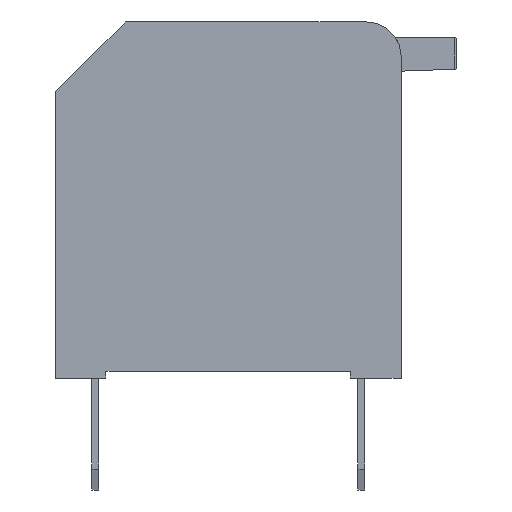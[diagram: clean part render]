
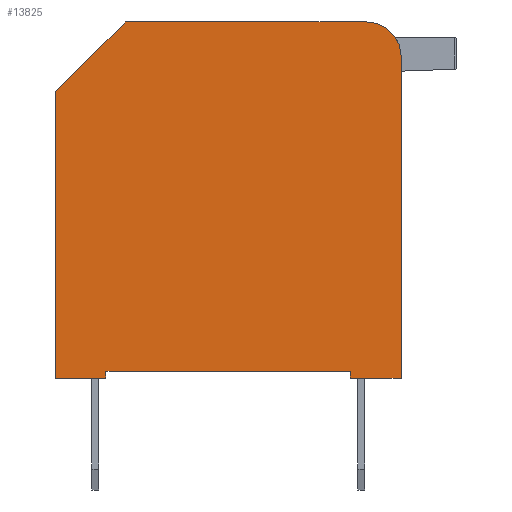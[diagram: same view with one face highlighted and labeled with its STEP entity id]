
A CAD part, left-side view. The second image highlights one B-rep face of the part: STEP entity #13825.
In plain terms, the highlighted planar face has unit normal (-1, 0, 0).
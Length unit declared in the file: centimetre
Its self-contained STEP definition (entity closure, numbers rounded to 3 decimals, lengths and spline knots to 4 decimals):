
#543=CIRCLE('',#14576,0.1);
#1394=FACE_OUTER_BOUND('',#2186,.T.);
#2186=EDGE_LOOP('',(#12207,#12208,#12209,#12210,#12211,#12212,#12213,#12214,
#12215,#12216));
#3692=LINE('',#23677,#5254);
#3716=LINE('',#23732,#5278);
#3718=LINE('',#23737,#5280);
#3722=LINE('',#23742,#5284);
#3723=LINE('',#23744,#5285);
#3724=LINE('',#23748,#5286);
#3725=LINE('',#23750,#5287);
#3726=LINE('',#23752,#5288);
#3727=LINE('',#23753,#5289);
#5254=VECTOR('',#17419,1.);
#5278=VECTOR('',#17469,1.);
#5280=VECTOR('',#17473,1.);
#5284=VECTOR('',#17479,1.);
#5285=VECTOR('',#17482,1.);
#5286=VECTOR('',#17485,1.);
#5287=VECTOR('',#17486,1.);
#5288=VECTOR('',#17487,1.);
#5289=VECTOR('',#17488,1.);
#6617=VERTEX_POINT('',#23674);
#6618=VERTEX_POINT('',#23676);
#6635=VERTEX_POINT('',#23728);
#6636=VERTEX_POINT('',#23730);
#6637=VERTEX_POINT('',#23734);
#6638=VERTEX_POINT('',#23736);
#6639=VERTEX_POINT('',#23745);
#6640=VERTEX_POINT('',#23747);
#6641=VERTEX_POINT('',#23749);
#6642=VERTEX_POINT('',#23751);
#8526=EDGE_CURVE('',#6617,#6618,#3692,.T.);
#8550=EDGE_CURVE('',#6635,#6636,#3716,.T.);
#8552=EDGE_CURVE('',#6638,#6637,#3718,.T.);
#8556=EDGE_CURVE('',#6637,#6635,#3722,.T.);
#8557=EDGE_CURVE('',#6618,#6636,#3723,.T.);
#8558=EDGE_CURVE('',#6639,#6617,#543,.T.);
#8559=EDGE_CURVE('',#6640,#6639,#3724,.T.);
#8560=EDGE_CURVE('',#6641,#6640,#3725,.T.);
#8561=EDGE_CURVE('',#6642,#6641,#3726,.T.);
#8562=EDGE_CURVE('',#6638,#6642,#3727,.T.);
#12207=ORIENTED_EDGE('',*,*,#8552,.T.);
#12208=ORIENTED_EDGE('',*,*,#8556,.T.);
#12209=ORIENTED_EDGE('',*,*,#8550,.T.);
#12210=ORIENTED_EDGE('',*,*,#8557,.F.);
#12211=ORIENTED_EDGE('',*,*,#8526,.F.);
#12212=ORIENTED_EDGE('',*,*,#8558,.F.);
#12213=ORIENTED_EDGE('',*,*,#8559,.F.);
#12214=ORIENTED_EDGE('',*,*,#8560,.F.);
#12215=ORIENTED_EDGE('',*,*,#8561,.F.);
#12216=ORIENTED_EDGE('',*,*,#8562,.F.);
#13098=PLANE('',#14575);
#13825=ADVANCED_FACE('',(#1394),#13098,.T.);
#14575=AXIS2_PLACEMENT_3D('',#23743,#17480,#17481);
#14576=AXIS2_PLACEMENT_3D('',#23746,#17483,#17484);
#17419=DIRECTION('',(0.,0.,-1.));
#17469=DIRECTION('',(0.,0.,-1.));
#17473=DIRECTION('',(0.,0.,1.));
#17479=DIRECTION('',(0.,-1.,0.));
#17480=DIRECTION('center_axis',(-1.,0.,0.));
#17481=DIRECTION('ref_axis',(0.,-1.,0.));
#17482=DIRECTION('',(0.,1.,0.));
#17483=DIRECTION('center_axis',(1.,0.,0.));
#17484=DIRECTION('ref_axis',(0.,1.,0.));
#17485=DIRECTION('',(0.,-1.,0.));
#17486=DIRECTION('',(0.,-0.707,0.707));
#17487=DIRECTION('',(0.,0.,1.));
#17488=DIRECTION('',(0.,1.,0.));
#23674=CARTESIAN_POINT('',(-1.602,-0.495,0.92));
#23676=CARTESIAN_POINT('',(-1.602,-0.495,0.));
#23677=CARTESIAN_POINT('',(-1.602,-0.495,0.92));
#23728=CARTESIAN_POINT('',(-1.602,-0.35,0.02));
#23730=CARTESIAN_POINT('',(-1.602,-0.35,0.));
#23732=CARTESIAN_POINT('',(-1.602,-0.35,0.2432));
#23734=CARTESIAN_POINT('',(-1.602,0.35,0.02));
#23736=CARTESIAN_POINT('',(-1.602,0.35,0.));
#23737=CARTESIAN_POINT('',(-1.602,0.35,0.2432));
#23742=CARTESIAN_POINT('',(-1.602,-0.0057,0.02));
#23743=CARTESIAN_POINT('Origin',(-1.602,-0.0114,0.4865));
#23744=CARTESIAN_POINT('',(-1.602,-0.495,0.));
#23745=CARTESIAN_POINT('',(-1.602,-0.395,1.02));
#23746=CARTESIAN_POINT('Origin',(-1.602,-0.395,0.92));
#23747=CARTESIAN_POINT('',(-1.602,0.295,1.02));
#23748=CARTESIAN_POINT('',(-1.602,0.295,1.02));
#23749=CARTESIAN_POINT('',(-1.602,0.495,0.82));
#23750=CARTESIAN_POINT('',(-1.602,0.495,0.82));
#23751=CARTESIAN_POINT('',(-1.602,0.495,0.));
#23752=CARTESIAN_POINT('',(-1.602,0.495,0.));
#23753=CARTESIAN_POINT('',(-1.602,-0.495,0.));
